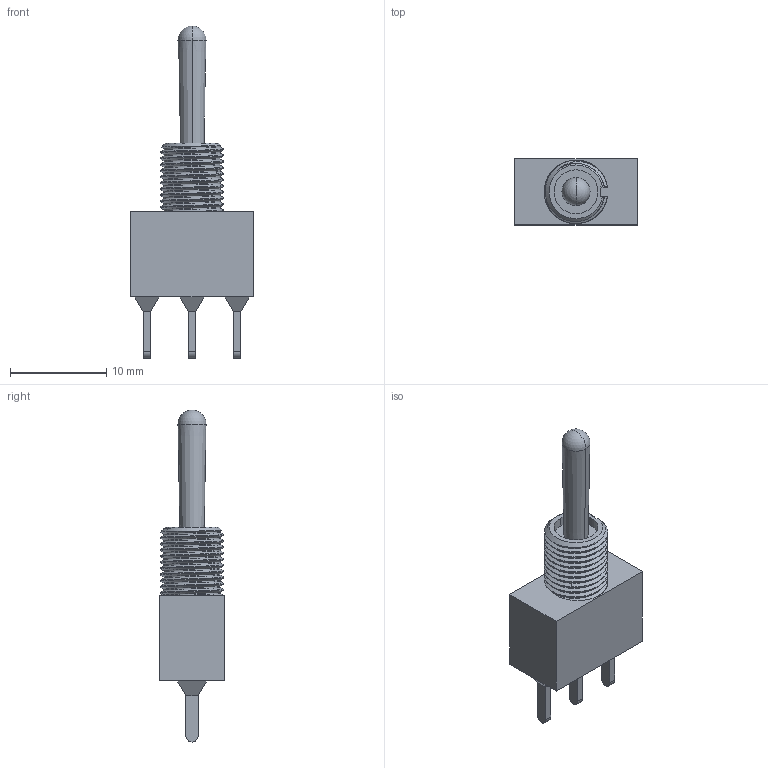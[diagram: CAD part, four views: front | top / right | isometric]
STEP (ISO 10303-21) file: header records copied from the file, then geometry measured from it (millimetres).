
FILE_DESCRIPTION((''),'2;1');
FILE_NAME('C-3-1825136-8','2020-12-14T06:26:19',('workeradm'),('TE Connectivity Ltd.'),'CREO PARAMETRIC BY PTC INC, 2019292','CREO PARAMETRIC BY PTC INC, 2019292','');
FILE_SCHEMA(('AUTOMOTIVE_DESIGN { 1 0 10303 214 1 1 1 1 }'));
Length unit declared in the file: millimetre
Products named in the file (1): C-3-1825136-8
Bounding box: 12.7 x 6.86 x 34.54 mm (x, y, z)
Volume: 1075.3 mm3; surface area: 941.1 mm2
Topology: 1 solids, 1 shells, 104 faces, 272 edges, 176 vertices
Faces by surface type: bspline 47, plane 35, cylinder 17, cone 3, sphere 2
Entity records: 10628 total; most frequent: CARTESIAN_POINT 8240, ORIENTED_EDGE 536, DIRECTION 297, EDGE_CURVE 268, VERTEX_POINT 172, VECTOR 135, LINE 135, COLOUR_RGB 127
